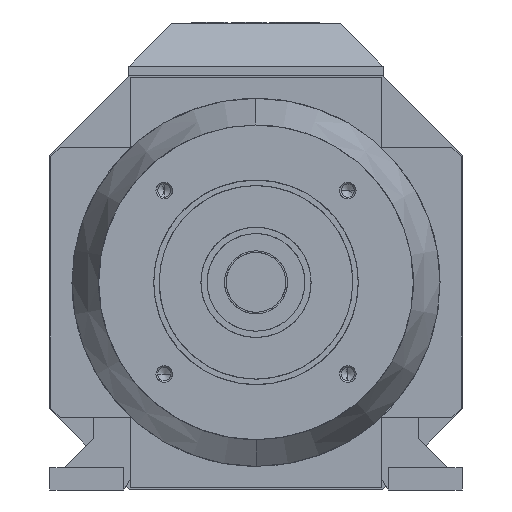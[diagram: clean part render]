
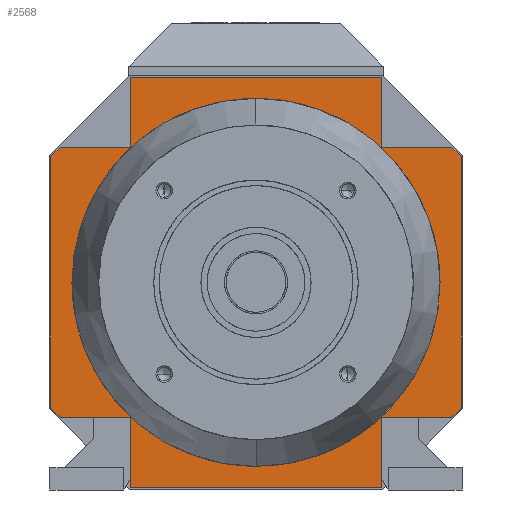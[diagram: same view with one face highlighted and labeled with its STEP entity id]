
A CAD part, front view. The second image highlights one B-rep face of the part: STEP entity #2568.
In plain terms, the highlighted planar face has unit normal (0, -1, 0).
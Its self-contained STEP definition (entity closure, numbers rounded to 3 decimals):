
#76=FACE_BOUND('',#3039,.T.);
#77=FACE_BOUND('',#3040,.T.);
#298=PLANE('',#8651);
#2568=ADVANCED_FACE('',(#76,#77),#298,.T.);
#3039=EDGE_LOOP('',(#5434,#5435));
#3040=EDGE_LOOP('',(#5436,#5437,#5438,#5439,#5440,#5441,#5442,#5443,#5444,
#5445,#5446,#5447,#5448,#5449,#5450,#5451));
#3461=LINE('',#12373,#4341);
#3462=LINE('',#12376,#4342);
#3463=LINE('',#12378,#4343);
#3464=LINE('',#12380,#4344);
#3465=LINE('',#12382,#4345);
#3466=LINE('',#12384,#4346);
#3467=LINE('',#12386,#4347);
#3468=LINE('',#12388,#4348);
#3469=LINE('',#12390,#4349);
#3470=LINE('',#12392,#4350);
#3471=LINE('',#12394,#4351);
#3472=LINE('',#12396,#4352);
#3473=LINE('',#12398,#4353);
#3474=LINE('',#12400,#4354);
#3475=LINE('',#12402,#4355);
#3476=LINE('',#12404,#4356);
#4341=VECTOR('',#9485,1.);
#4342=VECTOR('',#9486,1.);
#4343=VECTOR('',#9487,1.);
#4344=VECTOR('',#9488,1.);
#4345=VECTOR('',#9489,1.);
#4346=VECTOR('',#9490,1.);
#4347=VECTOR('',#9491,1.);
#4348=VECTOR('',#9492,1.);
#4349=VECTOR('',#9493,1.);
#4350=VECTOR('',#9494,1.);
#4351=VECTOR('',#9495,1.);
#4352=VECTOR('',#9496,1.);
#4353=VECTOR('',#9497,1.);
#4354=VECTOR('',#9498,1.);
#4355=VECTOR('',#9499,1.);
#4356=VECTOR('',#9500,1.);
#5434=ORIENTED_EDGE('',*,*,#7684,.T.);
#5435=ORIENTED_EDGE('',*,*,#7685,.T.);
#5436=ORIENTED_EDGE('',*,*,#7686,.T.);
#5437=ORIENTED_EDGE('',*,*,#7687,.T.);
#5438=ORIENTED_EDGE('',*,*,#7688,.T.);
#5439=ORIENTED_EDGE('',*,*,#7689,.T.);
#5440=ORIENTED_EDGE('',*,*,#7690,.T.);
#5441=ORIENTED_EDGE('',*,*,#7691,.T.);
#5442=ORIENTED_EDGE('',*,*,#7692,.T.);
#5443=ORIENTED_EDGE('',*,*,#7693,.T.);
#5444=ORIENTED_EDGE('',*,*,#7694,.T.);
#5445=ORIENTED_EDGE('',*,*,#7695,.T.);
#5446=ORIENTED_EDGE('',*,*,#7696,.T.);
#5447=ORIENTED_EDGE('',*,*,#7697,.T.);
#5448=ORIENTED_EDGE('',*,*,#7698,.T.);
#5449=ORIENTED_EDGE('',*,*,#7699,.T.);
#5450=ORIENTED_EDGE('',*,*,#7700,.T.);
#5451=ORIENTED_EDGE('',*,*,#7701,.T.);
#6559=VERTEX_POINT('',#12353);
#6560=VERTEX_POINT('',#12354);
#6561=VERTEX_POINT('',#12374);
#6562=VERTEX_POINT('',#12375);
#6563=VERTEX_POINT('',#12377);
#6564=VERTEX_POINT('',#12379);
#6565=VERTEX_POINT('',#12381);
#6566=VERTEX_POINT('',#12383);
#6567=VERTEX_POINT('',#12385);
#6568=VERTEX_POINT('',#12387);
#6569=VERTEX_POINT('',#12389);
#6570=VERTEX_POINT('',#12391);
#6571=VERTEX_POINT('',#12393);
#6572=VERTEX_POINT('',#12395);
#6573=VERTEX_POINT('',#12397);
#6574=VERTEX_POINT('',#12399);
#6575=VERTEX_POINT('',#12401);
#6576=VERTEX_POINT('',#12403);
#7684=EDGE_CURVE('',#6559,#6560,#8410,.T.);
#7685=EDGE_CURVE('',#6560,#6559,#8411,.T.);
#7686=EDGE_CURVE('',#6561,#6562,#3461,.T.);
#7687=EDGE_CURVE('',#6562,#6563,#3462,.T.);
#7688=EDGE_CURVE('',#6563,#6564,#3463,.T.);
#7689=EDGE_CURVE('',#6564,#6565,#3464,.T.);
#7690=EDGE_CURVE('',#6565,#6566,#3465,.T.);
#7691=EDGE_CURVE('',#6566,#6567,#3466,.T.);
#7692=EDGE_CURVE('',#6567,#6568,#3467,.T.);
#7693=EDGE_CURVE('',#6568,#6569,#3468,.T.);
#7694=EDGE_CURVE('',#6569,#6570,#3469,.T.);
#7695=EDGE_CURVE('',#6570,#6571,#3470,.T.);
#7696=EDGE_CURVE('',#6571,#6572,#3471,.T.);
#7697=EDGE_CURVE('',#6572,#6573,#3472,.T.);
#7698=EDGE_CURVE('',#6573,#6574,#3473,.T.);
#7699=EDGE_CURVE('',#6574,#6575,#3474,.T.);
#7700=EDGE_CURVE('',#6575,#6576,#3475,.T.);
#7701=EDGE_CURVE('',#6576,#6561,#3476,.T.);
#8410=B_SPLINE_CURVE_WITH_KNOTS('',3,(#12335,#12336,#12337,#12338,#12339,
#12340,#12341,#12342,#12343,#12344,#12345,#12346,#12347,#12348,#12349,#12350,
#12351,#12352),.UNSPECIFIED.,.F.,.F.,(4,2,2,2,2,2,2,2,4),(0.,0.125,0.25,
0.375,0.5,0.625,0.75,0.875,1.),.UNSPECIFIED.);
#8411=B_SPLINE_CURVE_WITH_KNOTS('',3,(#12355,#12356,#12357,#12358,#12359,
#12360,#12361,#12362,#12363,#12364,#12365,#12366,#12367,#12368,#12369,#12370,
#12371,#12372),.UNSPECIFIED.,.F.,.F.,(4,2,2,2,2,2,2,2,4),(0.,0.125,0.25,
0.375,0.5,0.625,0.75,0.875,1.),.UNSPECIFIED.);
#8651=AXIS2_PLACEMENT_3D('',#12405,#9501,#9502);
#9485=DIRECTION('',(0.707,0.,-0.707));
#9486=DIRECTION('',(1.,0.,0.));
#9487=DIRECTION('',(0.,0.,-1.));
#9488=DIRECTION('',(1.,0.,0.));
#9489=DIRECTION('',(0.,0.,1.));
#9490=DIRECTION('',(1.,0.,0.));
#9491=DIRECTION('',(0.707,0.,0.707));
#9492=DIRECTION('',(0.,0.,1.));
#9493=DIRECTION('',(-0.707,0.,0.707));
#9494=DIRECTION('',(-1.,0.,0.));
#9495=DIRECTION('',(0.,0.,1.));
#9496=DIRECTION('',(-1.,0.,0.));
#9497=DIRECTION('',(0.,0.,-1.));
#9498=DIRECTION('',(-1.,0.,0.));
#9499=DIRECTION('',(-0.707,0.,-0.707));
#9500=DIRECTION('',(0.,0.,-1.));
#9501=DIRECTION('',(0.,-1.,0.));
#9502=DIRECTION('',(0.,0.,-1.));
#12335=CARTESIAN_POINT('',(117.,-218.,0.));
#12336=CARTESIAN_POINT('',(117.,-218.,-15.368));
#12337=CARTESIAN_POINT('',(113.973,-218.,-30.58));
#12338=CARTESIAN_POINT('',(102.215,-218.,-58.968));
#12339=CARTESIAN_POINT('',(93.595,-218.,-71.868));
#12340=CARTESIAN_POINT('',(71.868,-218.,-93.595));
#12341=CARTESIAN_POINT('',(58.968,-218.,-102.215));
#12342=CARTESIAN_POINT('',(30.58,-218.,-113.973));
#12343=CARTESIAN_POINT('',(15.363,-218.,-117.));
#12344=CARTESIAN_POINT('',(-15.363,-218.,-117.));
#12345=CARTESIAN_POINT('',(-30.58,-218.,-113.973));
#12346=CARTESIAN_POINT('',(-58.968,-218.,-102.215));
#12347=CARTESIAN_POINT('',(-71.868,-218.,-93.595));
#12348=CARTESIAN_POINT('',(-93.595,-218.,-71.868));
#12349=CARTESIAN_POINT('',(-102.215,-218.,-58.968));
#12350=CARTESIAN_POINT('',(-113.973,-218.,-30.58));
#12351=CARTESIAN_POINT('',(-117.,-218.,-15.37));
#12352=CARTESIAN_POINT('',(-117.,-218.,0.));
#12353=CARTESIAN_POINT('',(117.,-218.,0.));
#12354=CARTESIAN_POINT('',(-117.,-218.,0.));
#12355=CARTESIAN_POINT('',(-117.,-218.,0.));
#12356=CARTESIAN_POINT('',(-117.,-218.,15.368));
#12357=CARTESIAN_POINT('',(-113.973,-218.,30.58));
#12358=CARTESIAN_POINT('',(-102.215,-218.,58.968));
#12359=CARTESIAN_POINT('',(-93.595,-218.,71.868));
#12360=CARTESIAN_POINT('',(-71.868,-218.,93.595));
#12361=CARTESIAN_POINT('',(-58.968,-218.,102.215));
#12362=CARTESIAN_POINT('',(-30.58,-218.,113.973));
#12363=CARTESIAN_POINT('',(-15.363,-218.,117.));
#12364=CARTESIAN_POINT('',(15.363,-218.,117.));
#12365=CARTESIAN_POINT('',(30.58,-218.,113.973));
#12366=CARTESIAN_POINT('',(58.968,-218.,102.215));
#12367=CARTESIAN_POINT('',(71.868,-218.,93.595));
#12368=CARTESIAN_POINT('',(93.595,-218.,71.868));
#12369=CARTESIAN_POINT('',(102.215,-218.,58.968));
#12370=CARTESIAN_POINT('',(113.973,-218.,30.58));
#12371=CARTESIAN_POINT('',(117.,-218.,15.37));
#12372=CARTESIAN_POINT('',(117.,-218.,0.));
#12373=CARTESIAN_POINT('',(-130.5,-218.,-80.));
#12374=CARTESIAN_POINT('',(-130.5,-218.,-80.));
#12375=CARTESIAN_POINT('',(-124.5,-218.,-86.));
#12376=CARTESIAN_POINT('',(130.5,-218.,-86.));
#12377=CARTESIAN_POINT('',(-80.,-218.,-86.));
#12378=CARTESIAN_POINT('',(-80.,-218.,-130.5));
#12379=CARTESIAN_POINT('',(-80.,-218.,-130.5));
#12380=CARTESIAN_POINT('',(130.5,-218.,-130.5));
#12381=CARTESIAN_POINT('',(80.,-218.,-130.5));
#12382=CARTESIAN_POINT('',(80.,-218.,-130.5));
#12383=CARTESIAN_POINT('',(80.,-218.,-86.));
#12384=CARTESIAN_POINT('',(130.5,-218.,-86.));
#12385=CARTESIAN_POINT('',(124.5,-218.,-86.));
#12386=CARTESIAN_POINT('',(124.5,-218.,-86.));
#12387=CARTESIAN_POINT('',(130.5,-218.,-80.));
#12388=CARTESIAN_POINT('',(130.5,-218.,-130.5));
#12389=CARTESIAN_POINT('',(130.5,-218.,80.));
#12390=CARTESIAN_POINT('',(130.5,-218.,80.));
#12391=CARTESIAN_POINT('',(124.5,-218.,86.));
#12392=CARTESIAN_POINT('',(130.5,-218.,86.));
#12393=CARTESIAN_POINT('',(80.,-218.,86.));
#12394=CARTESIAN_POINT('',(80.,-218.,-130.5));
#12395=CARTESIAN_POINT('',(80.,-218.,130.5));
#12396=CARTESIAN_POINT('',(130.5,-218.,130.5));
#12397=CARTESIAN_POINT('',(-80.,-218.,130.5));
#12398=CARTESIAN_POINT('',(-80.,-218.,-130.5));
#12399=CARTESIAN_POINT('',(-80.,-218.,86.));
#12400=CARTESIAN_POINT('',(130.5,-218.,86.));
#12401=CARTESIAN_POINT('',(-124.5,-218.,86.));
#12402=CARTESIAN_POINT('',(-124.5,-218.,86.));
#12403=CARTESIAN_POINT('',(-130.5,-218.,80.));
#12404=CARTESIAN_POINT('',(-130.5,-218.,-130.5));
#12405=CARTESIAN_POINT('',(130.5,-218.,-130.5));
